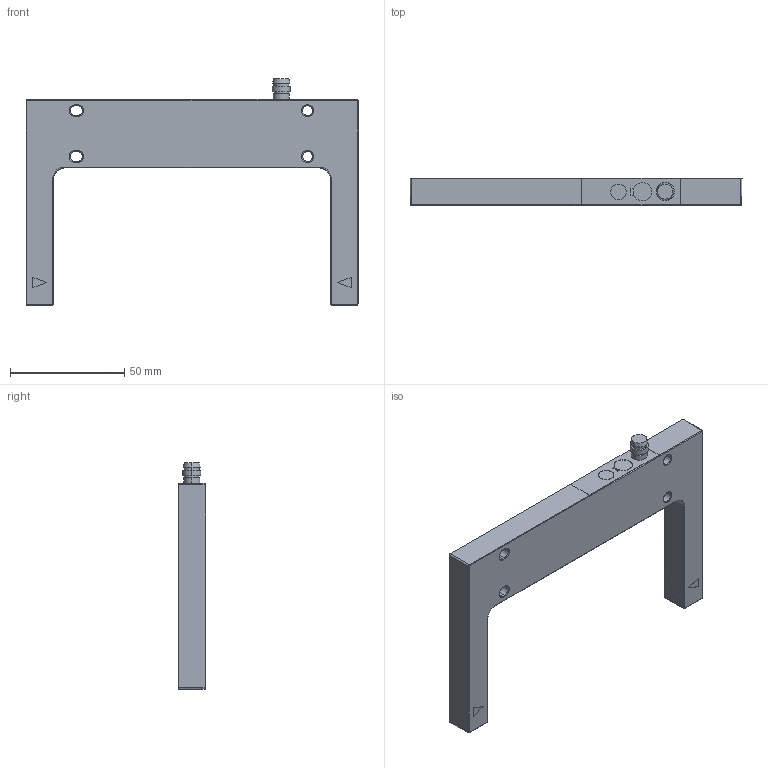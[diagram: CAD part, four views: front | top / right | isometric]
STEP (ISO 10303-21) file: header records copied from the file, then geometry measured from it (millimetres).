
FILE_DESCRIPTION((''),'2;1');
FILE_NAME('DB_CAD2328_3D_GL121','2016-08-25T',('cludewig'),(''),'PRO/ENGINEER BY PARAMETRIC TECHNOLOGY CORPORATION, 2015440','PRO/ENGINEER BY PARAMETRIC TECHNOLOGY CORPORATION, 2015440','');
FILE_SCHEMA(('CONFIG_CONTROL_DESIGN'));
Length unit declared in the file: millimetre
Products named in the file (1): DB_CAD2328_3D_GL121
Bounding box: 145 x 12 x 99 mm (x, y, z)
Volume: 68699 mm3; surface area: 19329.6 mm2
Topology: 1 solids, 1 shells, 123 faces, 276 edges, 166 vertices
Faces by surface type: plane 49, cylinder 38, torus 18, cone 12, bspline 6
Entity records: 5169 total; most frequent: CARTESIAN_POINT 901, DIRECTION 604, ORIENTED_EDGE 552, EDGE_CURVE 276, FILL_AREA_STYLE_COLOUR 234, FILL_AREA_STYLE 234, SURFACE_STYLE_FILL_AREA 234, SURFACE_SIDE_STYLE 234
